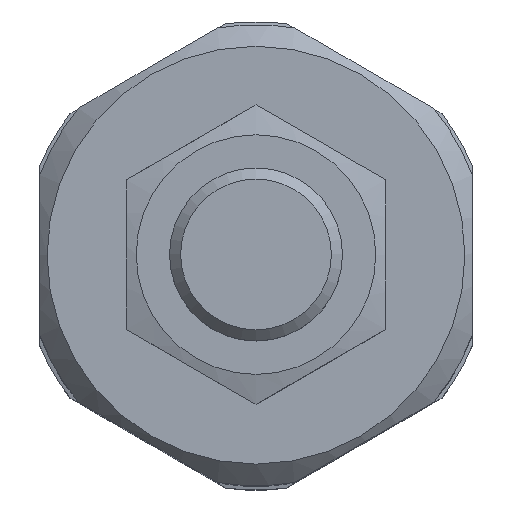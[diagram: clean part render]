
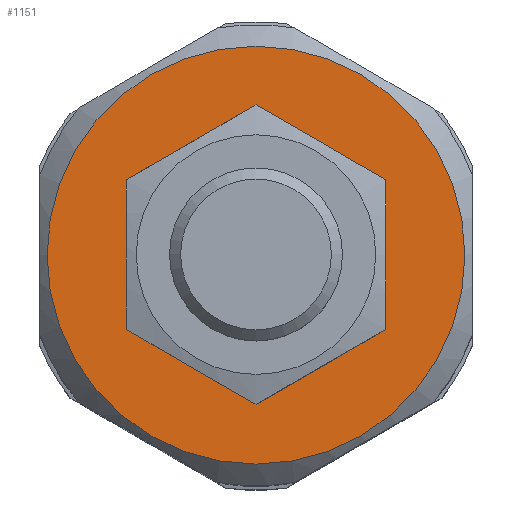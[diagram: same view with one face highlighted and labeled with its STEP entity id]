
A CAD part, top view. The second image highlights one B-rep face of the part: STEP entity #1151.
In plain terms, the highlighted planar face has unit normal (0, 0, 1).
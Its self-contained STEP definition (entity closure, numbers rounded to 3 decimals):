
#146=PLANE('',#1300);
#362=ORIENTED_EDGE('',*,*,#573,.F.);
#363=ORIENTED_EDGE('',*,*,#650,.T.);
#573=EDGE_CURVE('',#730,#730,#831,.T.);
#650=EDGE_CURVE('',#777,#777,#860,.T.);
#730=VERTEX_POINT('',#1823);
#777=VERTEX_POINT('',#2054);
#831=CIRCLE('',#1247,14.5);
#860=CIRCLE('',#1299,9.);
#919=EDGE_LOOP('',(#362));
#920=EDGE_LOOP('',(#363));
#1029=FACE_BOUND('',#919,.T.);
#1030=FACE_BOUND('',#920,.T.);
#1151=ADVANCED_FACE('',(#1029,#1030),#146,.F.);
#1247=AXIS2_PLACEMENT_3D('',#1822,#1421,#1422);
#1299=AXIS2_PLACEMENT_3D('',#2053,#1549,#1550);
#1300=AXIS2_PLACEMENT_3D('',#2055,#1551,#1552);
#1421=DIRECTION('',(0.,0.,-1.));
#1422=DIRECTION('',(-1.,0.,0.));
#1549=DIRECTION('',(0.,0.,-1.));
#1550=DIRECTION('',(-1.,0.,0.));
#1551=DIRECTION('',(0.,0.,-1.));
#1552=DIRECTION('',(-1.,0.,0.));
#1822=CARTESIAN_POINT('',(0.,0.,-6.5));
#1823=CARTESIAN_POINT('',(-14.5,0.,-6.5));
#2053=CARTESIAN_POINT('',(0.,0.,-6.5));
#2054=CARTESIAN_POINT('',(-9.,0.,-6.5));
#2055=CARTESIAN_POINT('',(0.,9.,-6.5));
